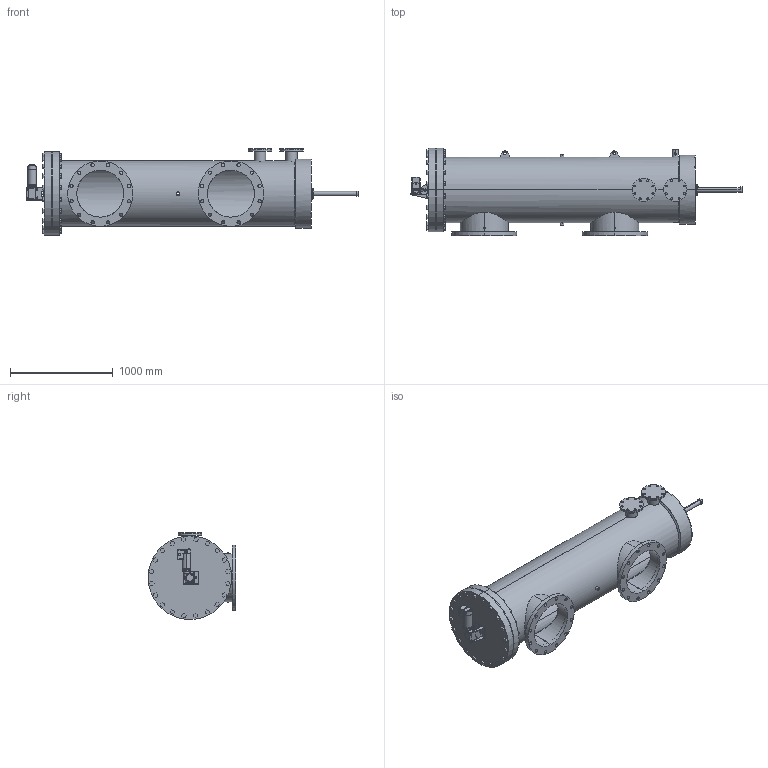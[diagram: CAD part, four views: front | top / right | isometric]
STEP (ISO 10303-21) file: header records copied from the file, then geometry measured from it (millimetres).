
FILE_DESCRIPTION (( 'STEP AP203' ), '1' );
FILE_NAME ('G18-180-FRP-LP.STEP', '2020-09-17T12:44:46', ( '' ), ( '' ), 'SwSTEP 2.0', 'SolidWorks 2018', '' );
FILE_SCHEMA (( 'CONFIG_CONTROL_DESIGN' ));
Length unit declared in the file: millimetre
Products named in the file (8): simp2; reduced size motor; Motor assem; G18-FRP-180 for LP; G18-180-FRP-LP; Washdown drive shaft; Washdown mounting bracket; simp
Assembly tree (13 placements, depth 3):
  G18-180-FRP-LP
    G18-FRP-180 for LP
    Motor assem
      Washdown drive shaft
      Washdown mounting bracket
      reduced size motor
      simp  x4
      simp2  x4
Bounding box: 3228.08 x 854.2 x 845.12 mm (x, y, z)
Volume: 95445476.5 mm3; surface area: 15382981.4 mm2
Topology: 41 solids, 41 shells, 1645 faces, 4167 edges, 2726 vertices
Faces by surface type: plane 884, cylinder 626, bspline 58, torus 48, cone 25, sphere 4
Entity records: 55533 total; most frequent: CARTESIAN_POINT 16453, ORIENTED_EDGE 7854, DIRECTION 7810, EDGE_CURVE 3927, AXIS2_PLACEMENT_3D 2741, VERTEX_POINT 2570, LINE 2328, VECTOR 2328
